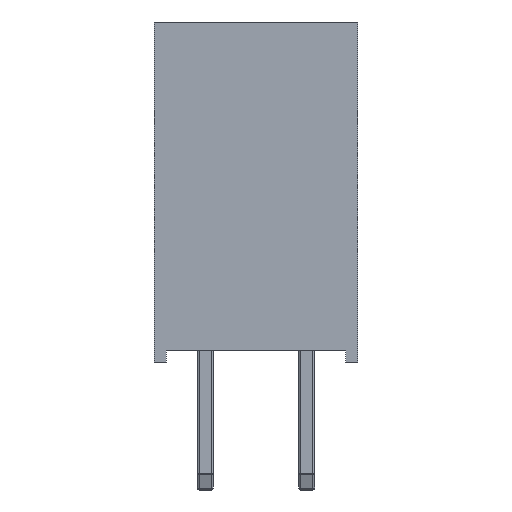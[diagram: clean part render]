
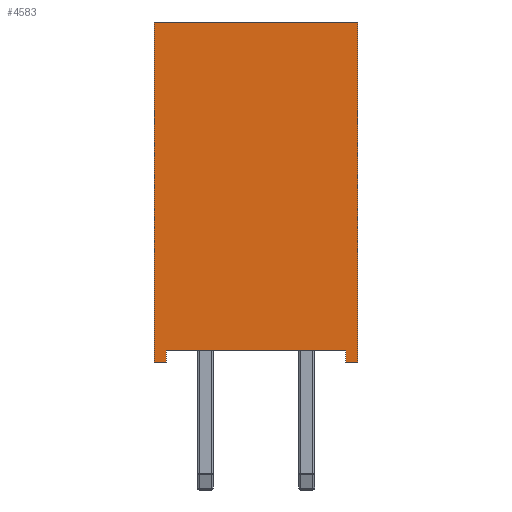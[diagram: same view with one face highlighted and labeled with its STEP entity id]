
A CAD part, left-side view. The second image highlights one B-rep face of the part: STEP entity #4583.
In plain terms, the highlighted planar face has unit normal (-1, 0, 0).
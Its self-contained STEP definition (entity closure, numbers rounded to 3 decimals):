
#610=FACE_OUTER_BOUND('',#900,.T.);
#900=EDGE_LOOP('',(#2960,#2961,#2962,#2963,#2964,#2965,#2966,#2967));
#1222=LINE('',#7132,#1570);
#1223=LINE('',#7135,#1571);
#1225=LINE('',#7139,#1573);
#1226=LINE('',#7141,#1574);
#1227=LINE('',#7143,#1575);
#1228=LINE('',#7145,#1576);
#1229=LINE('',#7147,#1577);
#1230=LINE('',#7148,#1578);
#1570=VECTOR('',#5561,10.);
#1571=VECTOR('',#5564,10.);
#1573=VECTOR('',#5568,10.);
#1574=VECTOR('',#5569,10.);
#1575=VECTOR('',#5570,10.);
#1576=VECTOR('',#5571,10.);
#1577=VECTOR('',#5572,10.);
#1578=VECTOR('',#5573,10.);
#1916=VERTEX_POINT('',#7128);
#1917=VERTEX_POINT('',#7130);
#1918=VERTEX_POINT('',#7134);
#1919=VERTEX_POINT('',#7138);
#1920=VERTEX_POINT('',#7140);
#1921=VERTEX_POINT('',#7142);
#1922=VERTEX_POINT('',#7144);
#1923=VERTEX_POINT('',#7146);
#2294=EDGE_CURVE('',#1916,#1917,#1222,.T.);
#2295=EDGE_CURVE('',#1918,#1916,#1223,.T.);
#2297=EDGE_CURVE('',#1917,#1919,#1225,.T.);
#2298=EDGE_CURVE('',#1919,#1920,#1226,.T.);
#2299=EDGE_CURVE('',#1920,#1921,#1227,.T.);
#2300=EDGE_CURVE('',#1921,#1922,#1228,.T.);
#2301=EDGE_CURVE('',#1923,#1922,#1229,.T.);
#2302=EDGE_CURVE('',#1918,#1923,#1230,.T.);
#2960=ORIENTED_EDGE('',*,*,#2297,.T.);
#2961=ORIENTED_EDGE('',*,*,#2298,.T.);
#2962=ORIENTED_EDGE('',*,*,#2299,.T.);
#2963=ORIENTED_EDGE('',*,*,#2300,.T.);
#2964=ORIENTED_EDGE('',*,*,#2301,.F.);
#2965=ORIENTED_EDGE('',*,*,#2302,.F.);
#2966=ORIENTED_EDGE('',*,*,#2295,.T.);
#2967=ORIENTED_EDGE('',*,*,#2294,.T.);
#4254=PLANE('',#4927);
#4583=ADVANCED_FACE('',(#610),#4254,.T.);
#4927=AXIS2_PLACEMENT_3D('',#7137,#5566,#5567);
#5561=DIRECTION('',(0.,0.,1.));
#5564=DIRECTION('',(0.,-1.,0.));
#5566=DIRECTION('center_axis',(-1.,0.,0.));
#5567=DIRECTION('ref_axis',(0.,-1.,0.));
#5568=DIRECTION('',(0.,-1.,0.));
#5569=DIRECTION('',(0.,0.,-1.));
#5570=DIRECTION('',(0.,-1.,0.));
#5571=DIRECTION('',(0.,0.,1.));
#5572=DIRECTION('',(0.,-1.,0.));
#5573=DIRECTION('',(0.,0.,1.));
#7128=CARTESIAN_POINT('',(-1.27,3.51,0.));
#7130=CARTESIAN_POINT('',(-1.27,3.51,0.3));
#7132=CARTESIAN_POINT('',(-1.27,3.51,0.));
#7134=CARTESIAN_POINT('',(-1.27,3.81,0.));
#7135=CARTESIAN_POINT('',(-1.27,3.81,0.));
#7137=CARTESIAN_POINT('Origin',(-1.27,1.27,0.));
#7138=CARTESIAN_POINT('',(-1.27,-0.97,0.3));
#7139=CARTESIAN_POINT('',(-1.27,1.27,0.3));
#7140=CARTESIAN_POINT('',(-1.27,-0.97,0.));
#7141=CARTESIAN_POINT('',(-1.27,-0.97,0.));
#7142=CARTESIAN_POINT('',(-1.27,-1.27,0.));
#7143=CARTESIAN_POINT('',(-1.27,1.27,0.));
#7144=CARTESIAN_POINT('',(-1.27,-1.27,8.5));
#7145=CARTESIAN_POINT('',(-1.27,-1.27,0.));
#7146=CARTESIAN_POINT('',(-1.27,3.81,8.5));
#7147=CARTESIAN_POINT('',(-1.27,3.81,8.5));
#7148=CARTESIAN_POINT('',(-1.27,3.81,0.));
